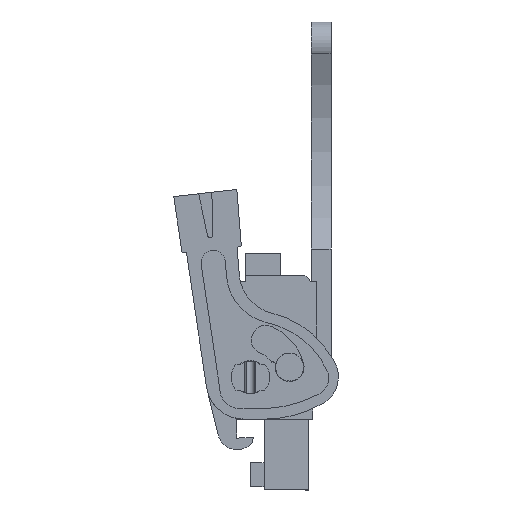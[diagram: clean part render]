
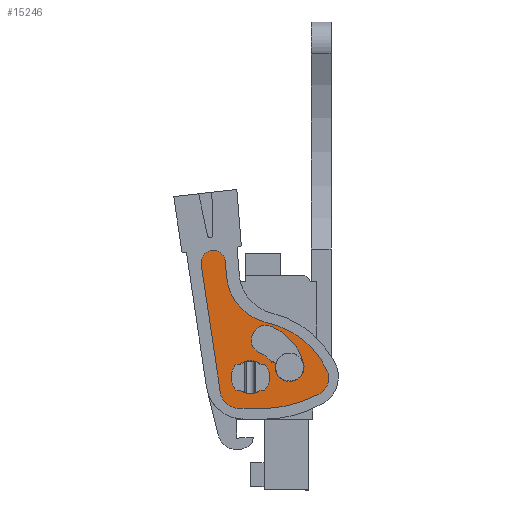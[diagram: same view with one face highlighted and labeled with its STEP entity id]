
A CAD part, left-side view. The second image highlights one B-rep face of the part: STEP entity #15246.
In plain terms, the highlighted planar face has unit normal (-1, 0, 0).
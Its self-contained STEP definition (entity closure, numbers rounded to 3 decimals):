
#14178=AXIS2_PLACEMENT_3D('Plane Axis2P3D',#14175,#14176,#14177) ;
#14831=AXIS2_PLACEMENT_3D('Circle Axis2P3D',#14829,#14830,$) ;
#14862=AXIS2_PLACEMENT_3D('Circle Axis2P3D',#14860,#14861,$) ;
#14881=AXIS2_PLACEMENT_3D('Circle Axis2P3D',#14879,#14880,$) ;
#14926=AXIS2_PLACEMENT_3D('Circle Axis2P3D',#14924,#14925,$) ;
#14945=AXIS2_PLACEMENT_3D('Circle Axis2P3D',#14943,#14944,$) ;
#14964=AXIS2_PLACEMENT_3D('Circle Axis2P3D',#14962,#14963,$) ;
#14983=AXIS2_PLACEMENT_3D('Circle Axis2P3D',#14981,#14982,$) ;
#15180=AXIS2_PLACEMENT_3D('Circle Axis2P3D',#15178,#15179,$) ;
#15189=AXIS2_PLACEMENT_3D('Circle Axis2P3D',#15187,#15188,$) ;
#15198=AXIS2_PLACEMENT_3D('Circle Axis2P3D',#15196,#15197,$) ;
#15207=AXIS2_PLACEMENT_3D('Circle Axis2P3D',#15205,#15206,$) ;
#15214=AXIS2_PLACEMENT_3D('Circle Axis2P3D',#15212,#15213,$) ;
#15221=AXIS2_PLACEMENT_3D('Circle Axis2P3D',#15219,#15220,$) ;
#15228=AXIS2_PLACEMENT_3D('Circle Axis2P3D',#15226,#15227,$) ;
#15235=AXIS2_PLACEMENT_3D('Circle Axis2P3D',#15233,#15234,$) ;
#14175=CARTESIAN_POINT('Axis2P3D Location',(1.1,0.,0.)) ;
#14819=CARTESIAN_POINT('Vertex',(1.1,11.001,9.121)) ;
#14826=CARTESIAN_POINT('Vertex',(1.1,9.269,7.61)) ;
#14829=CARTESIAN_POINT('Axis2P3D Location',(1.1,9.248,9.383)) ;
#14845=CARTESIAN_POINT('Vertex',(1.1,12.78,21.023)) ;
#14848=CARTESIAN_POINT('Line Origine',(1.1,11.891,15.072)) ;
#14860=CARTESIAN_POINT('Axis2P3D Location',(1.1,11.662,21.19)) ;
#14864=CARTESIAN_POINT('Vertex',(1.1,12.789,21.101)) ;
#14879=CARTESIAN_POINT('Axis2P3D Location',(1.1,11.662,21.19)) ;
#14883=CARTESIAN_POINT('Vertex',(1.1,10.534,21.279)) ;
#14902=CARTESIAN_POINT('Vertex',(1.1,10.43,19.957)) ;
#14905=CARTESIAN_POINT('Line Origine',(1.1,10.482,20.618)) ;
#14921=CARTESIAN_POINT('Vertex',(1.1,6.619,15.585)) ;
#14924=CARTESIAN_POINT('Axis2P3D Location',(1.1,5.579,20.339)) ;
#14940=CARTESIAN_POINT('Vertex',(1.1,1.065,11.157)) ;
#14943=CARTESIAN_POINT('Axis2P3D Location',(1.1,8.334,7.737)) ;
#14959=CARTESIAN_POINT('Vertex',(1.1,1.805,8.927)) ;
#14962=CARTESIAN_POINT('Axis2P3D Location',(1.1,2.608,10.431)) ;
#14978=CARTESIAN_POINT('Vertex',(1.1,6.785,7.582)) ;
#14981=CARTESIAN_POINT('Axis2P3D Location',(1.1,7.219,19.073)) ;
#14993=CARTESIAN_POINT('Line Origine',(1.1,8.027,7.596)) ;
#15178=CARTESIAN_POINT('Axis2P3D Location',(1.1,8.204,10.5)) ;
#15182=CARTESIAN_POINT('Vertex',(1.1,8.204,8.95)) ;
#15184=CARTESIAN_POINT('Vertex',(1.1,8.204,12.05)) ;
#15187=CARTESIAN_POINT('Axis2P3D Location',(1.1,8.204,10.5)) ;
#15196=CARTESIAN_POINT('Axis2P3D Location',(1.1,8.204,10.5)) ;
#15200=CARTESIAN_POINT('Vertex',(1.1,3.237,11.789)) ;
#15202=CARTESIAN_POINT('Vertex',(1.1,6.244,15.242)) ;
#15205=CARTESIAN_POINT('Axis2P3D Location',(1.1,4.544,11.45)) ;
#15209=CARTESIAN_POINT('Vertex',(1.1,3.202,11.298)) ;
#15212=CARTESIAN_POINT('Axis2P3D Location',(1.1,4.544,11.45)) ;
#15216=CARTESIAN_POINT('Vertex',(1.1,5.885,11.602)) ;
#15219=CARTESIAN_POINT('Axis2P3D Location',(1.1,6.12,11.689)) ;
#15223=CARTESIAN_POINT('Vertex',(1.1,6.226,11.915)) ;
#15226=CARTESIAN_POINT('Axis2P3D Location',(1.1,8.204,10.5)) ;
#15230=CARTESIAN_POINT('Vertex',(1.1,7.275,12.747)) ;
#15233=CARTESIAN_POINT('Axis2P3D Location',(1.1,6.76,13.995)) ;
#14176=DIRECTION('Axis2P3D Direction',(-1.,0.,0.)) ;
#14177=DIRECTION('Axis2P3D XDirection',(0.,0.,1.)) ;
#14830=DIRECTION('Axis2P3D Direction',(-1.,0.,0.)) ;
#14849=DIRECTION('Vector Direction',(0.,-0.148,-0.989)) ;
#14861=DIRECTION('Axis2P3D Direction',(-1.,0.,0.)) ;
#14880=DIRECTION('Axis2P3D Direction',(-1.,0.,0.)) ;
#14906=DIRECTION('Vector Direction',(0.,0.078,0.997)) ;
#14925=DIRECTION('Axis2P3D Direction',(-1.,0.,0.)) ;
#14944=DIRECTION('Axis2P3D Direction',(-1.,0.,0.)) ;
#14963=DIRECTION('Axis2P3D Direction',(-1.,0.,0.)) ;
#14982=DIRECTION('Axis2P3D Direction',(-1.,0.,0.)) ;
#14994=DIRECTION('Vector Direction',(0.,-1.,-0.011)) ;
#15179=DIRECTION('Axis2P3D Direction',(-1.,0.,0.)) ;
#15188=DIRECTION('Axis2P3D Direction',(-1.,0.,0.)) ;
#15197=DIRECTION('Axis2P3D Direction',(-1.,0.,0.)) ;
#15206=DIRECTION('Axis2P3D Direction',(-1.,0.,0.)) ;
#15213=DIRECTION('Axis2P3D Direction',(-1.,0.,0.)) ;
#15220=DIRECTION('Axis2P3D Direction',(-1.,0.,0.)) ;
#15227=DIRECTION('Axis2P3D Direction',(-1.,0.,0.)) ;
#15234=DIRECTION('Axis2P3D Direction',(-1.,0.,0.)) ;
#14850=VECTOR('Line Direction',#14849,1.) ;
#14907=VECTOR('Line Direction',#14906,1.) ;
#14995=VECTOR('Line Direction',#14994,1.) ;
#15167=ORIENTED_EDGE('',*,*,#14985,.T.) ;
#15168=ORIENTED_EDGE('',*,*,#14966,.T.) ;
#15169=ORIENTED_EDGE('',*,*,#14947,.T.) ;
#15170=ORIENTED_EDGE('',*,*,#14928,.T.) ;
#15171=ORIENTED_EDGE('',*,*,#14909,.T.) ;
#15172=ORIENTED_EDGE('',*,*,#14885,.T.) ;
#15173=ORIENTED_EDGE('',*,*,#14866,.T.) ;
#15174=ORIENTED_EDGE('',*,*,#14852,.T.) ;
#15175=ORIENTED_EDGE('',*,*,#14833,.T.) ;
#15176=ORIENTED_EDGE('',*,*,#14997,.T.) ;
#15193=ORIENTED_EDGE('',*,*,#15186,.F.) ;
#15194=ORIENTED_EDGE('',*,*,#15191,.F.) ;
#15239=ORIENTED_EDGE('',*,*,#15204,.F.) ;
#15240=ORIENTED_EDGE('',*,*,#15211,.F.) ;
#15241=ORIENTED_EDGE('',*,*,#15218,.F.) ;
#15242=ORIENTED_EDGE('',*,*,#15225,.T.) ;
#15243=ORIENTED_EDGE('',*,*,#15232,.T.) ;
#15244=ORIENTED_EDGE('',*,*,#15237,.F.) ;
#15195=FACE_BOUND('',#15192,.T.) ;
#15245=FACE_BOUND('',#15238,.T.) ;
#15246=ADVANCED_FACE('V2.1',(#15177,#15195,#15245),#14179,.T.) ;
#14832=CIRCLE('generated circle',#14831,1.773) ;
#14863=CIRCLE('generated circle',#14862,1.131) ;
#14882=CIRCLE('generated circle',#14881,1.131) ;
#14927=CIRCLE('generated circle',#14926,4.866) ;
#14946=CIRCLE('generated circle',#14945,8.033) ;
#14965=CIRCLE('generated circle',#14964,1.705) ;
#14984=CIRCLE('generated circle',#14983,11.5) ;
#15181=CIRCLE('generated circle',#15180,1.55) ;
#15190=CIRCLE('generated circle',#15189,1.55) ;
#15199=CIRCLE('generated circle',#15198,5.131) ;
#15208=CIRCLE('generated circle',#15207,1.35) ;
#15215=CIRCLE('generated circle',#15214,1.35) ;
#15222=CIRCLE('generated circle',#15221,0.25) ;
#15229=CIRCLE('generated circle',#15228,2.431) ;
#15236=CIRCLE('generated circle',#15235,1.35) ;
#14833=EDGE_CURVE('',#14820,#14827,#14832,.T.) ;
#14852=EDGE_CURVE('',#14846,#14820,#14851,.T.) ;
#14866=EDGE_CURVE('',#14865,#14846,#14863,.T.) ;
#14885=EDGE_CURVE('',#14884,#14865,#14882,.T.) ;
#14909=EDGE_CURVE('',#14903,#14884,#14908,.T.) ;
#14928=EDGE_CURVE('',#14922,#14903,#14927,.F.) ;
#14947=EDGE_CURVE('',#14941,#14922,#14946,.T.) ;
#14966=EDGE_CURVE('',#14960,#14941,#14965,.T.) ;
#14985=EDGE_CURVE('',#14979,#14960,#14984,.T.) ;
#14997=EDGE_CURVE('',#14827,#14979,#14996,.T.) ;
#15186=EDGE_CURVE('',#15183,#15185,#15181,.T.) ;
#15191=EDGE_CURVE('',#15185,#15183,#15190,.T.) ;
#15204=EDGE_CURVE('',#15201,#15203,#15199,.T.) ;
#15211=EDGE_CURVE('',#15210,#15201,#15208,.T.) ;
#15218=EDGE_CURVE('',#15217,#15210,#15215,.T.) ;
#15225=EDGE_CURVE('',#15217,#15224,#15222,.T.) ;
#15232=EDGE_CURVE('',#15224,#15231,#15229,.T.) ;
#15237=EDGE_CURVE('',#15203,#15231,#15236,.T.) ;
#15166=EDGE_LOOP('',(#15167,#15168,#15169,#15170,#15171,#15172,#15173,#15174,#15175,#15176)) ;
#15192=EDGE_LOOP('',(#15193,#15194)) ;
#15238=EDGE_LOOP('',(#15239,#15240,#15241,#15242,#15243,#15244)) ;
#15177=FACE_OUTER_BOUND('',#15166,.T.) ;
#14851=LINE('Line',#14848,#14850) ;
#14908=LINE('Line',#14905,#14907) ;
#14996=LINE('Line',#14993,#14995) ;
#14179=PLANE('',#14178) ;
#14820=VERTEX_POINT('',#14819) ;
#14827=VERTEX_POINT('',#14826) ;
#14846=VERTEX_POINT('',#14845) ;
#14865=VERTEX_POINT('',#14864) ;
#14884=VERTEX_POINT('',#14883) ;
#14903=VERTEX_POINT('',#14902) ;
#14922=VERTEX_POINT('',#14921) ;
#14941=VERTEX_POINT('',#14940) ;
#14960=VERTEX_POINT('',#14959) ;
#14979=VERTEX_POINT('',#14978) ;
#15183=VERTEX_POINT('',#15182) ;
#15185=VERTEX_POINT('',#15184) ;
#15201=VERTEX_POINT('',#15200) ;
#15203=VERTEX_POINT('',#15202) ;
#15210=VERTEX_POINT('',#15209) ;
#15217=VERTEX_POINT('',#15216) ;
#15224=VERTEX_POINT('',#15223) ;
#15231=VERTEX_POINT('',#15230) ;
